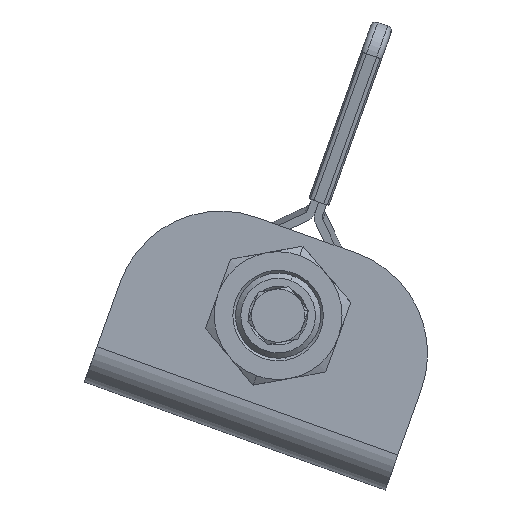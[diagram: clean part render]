
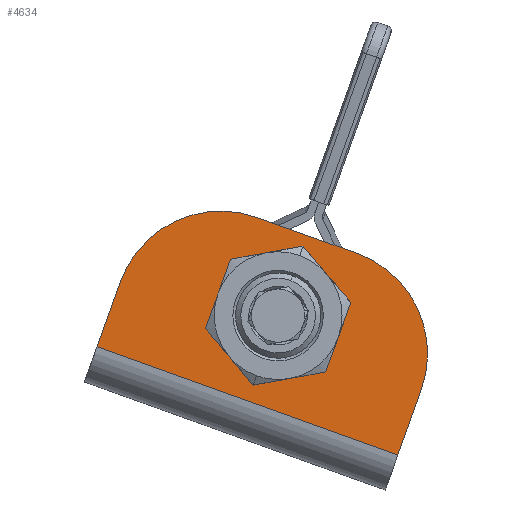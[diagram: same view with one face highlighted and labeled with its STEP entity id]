
A CAD part, left-side view. The second image highlights one B-rep face of the part: STEP entity #4634.
In plain terms, the highlighted planar face has unit normal (-1, 0, 0).
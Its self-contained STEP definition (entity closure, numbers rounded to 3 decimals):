
#1767=CARTESIAN_POINT('',(-26.278,31.777,17.48));
#1768=VERTEX_POINT('',#1767);
#1777=CARTESIAN_POINT('',(-26.278,16.488,18.212));
#1778=VERTEX_POINT('',#1777);
#1779=CARTESIAN_POINT('',(-26.278,23.248,-0.611));
#1780=DIRECTION('',(1.0,0.,0.));
#1781=DIRECTION('',(0.,0.426,0.905));
#1782=AXIS2_PLACEMENT_3D('',#1779,#1780,#1781);
#1783=CIRCLE('',#1782,20.0);
#1784=EDGE_CURVE('',#1768,#1778,#1783,.T.);
#1809=CARTESIAN_POINT('',(-26.278,-13.664,1.158));
#1810=VERTEX_POINT('',#1809);
#1819=CARTESIAN_POINT('',(-26.278,-14.397,-14.132));
#1820=VERTEX_POINT('',#1819);
#1821=CARTESIAN_POINT('',(-26.278,4.426,-7.371));
#1822=DIRECTION('',(1.0,0.,0.));
#1823=DIRECTION('',(0.,-0.905,0.426));
#1824=AXIS2_PLACEMENT_3D('',#1821,#1822,#1823);
#1825=CIRCLE('',#1824,20.0);
#1826=EDGE_CURVE('',#1810,#1820,#1825,.T.);
#3820=CARTESIAN_POINT('',(-26.278,8.428,11.067));
#3821=VERTEX_POINT('',#3820);
#3828=CARTESIAN_POINT('',(-26.278,3.325,7.526));
#3829=VERTEX_POINT('',#3828);
#3843=CARTESIAN_POINT('',(-26.278,12.485,-0.226));
#3844=DIRECTION('',(1.0,0.,0.));
#3845=DIRECTION('',(0.,-0.338,0.941));
#3846=AXIS2_PLACEMENT_3D('',#3843,#3844,#3845);
#3847=CIRCLE('',#3846,12.);
#3848=EDGE_CURVE('',#3821,#3829,#3847,.T.);
#3858=CARTESIAN_POINT('',(-26.278,16.541,-11.52));
#3859=VERTEX_POINT('',#3858);
#3868=CARTESIAN_POINT('',(-26.278,10.351,-12.035));
#3869=VERTEX_POINT('',#3868);
#3870=CARTESIAN_POINT('',(-26.278,12.485,-0.226));
#3871=DIRECTION('',(1.0,0.,0.));
#3872=DIRECTION('',(0.,-0.338,0.941));
#3873=AXIS2_PLACEMENT_3D('',#3870,#3871,#3872);
#3874=CIRCLE('',#3873,12.);
#3875=EDGE_CURVE('',#3869,#3859,#3874,.T.);
#4028=CARTESIAN_POINT('',(-26.278,23.779,3.83));
#4029=VERTEX_POINT('',#4028);
#4045=CARTESIAN_POINT('',(-26.278,21.645,-7.979));
#4046=VERTEX_POINT('',#4045);
#4047=CARTESIAN_POINT('',(-26.278,12.485,-0.226));
#4048=DIRECTION('',(1.0,0.,0.));
#4049=DIRECTION('',(0.,-0.338,0.941));
#4050=AXIS2_PLACEMENT_3D('',#4047,#4048,#4049);
#4051=CIRCLE('',#4050,12.);
#4052=EDGE_CURVE('',#4046,#4029,#4051,.T.);
#4089=CARTESIAN_POINT('',(-26.278,12.485,-0.226));
#4090=DIRECTION('',(1.0,0.,0.));
#4091=DIRECTION('',(0.,-0.338,0.941));
#4092=AXIS2_PLACEMENT_3D('',#4089,#4090,#4091);
#4093=CIRCLE('',#4092,12.);
#4094=EDGE_CURVE('',#3859,#4046,#4093,.T.);
#4104=CARTESIAN_POINT('',(-26.278,14.619,11.582));
#4105=VERTEX_POINT('',#4104);
#4121=CARTESIAN_POINT('',(-26.278,12.485,-0.226));
#4122=DIRECTION('',(1.0,0.,0.));
#4123=DIRECTION('',(0.,-0.338,0.941));
#4124=AXIS2_PLACEMENT_3D('',#4121,#4122,#4123);
#4125=CIRCLE('',#4124,12.);
#4126=EDGE_CURVE('',#4029,#4105,#4125,.T.);
#4151=CARTESIAN_POINT('',(-26.278,1.191,-4.283));
#4152=VERTEX_POINT('',#4151);
#4179=CARTESIAN_POINT('',(-26.278,12.485,-0.226));
#4180=DIRECTION('',(1.0,0.,0.));
#4181=DIRECTION('',(0.,-0.338,0.941));
#4182=AXIS2_PLACEMENT_3D('',#4179,#4180,#4181);
#4183=CIRCLE('',#4182,12.);
#4184=EDGE_CURVE('',#4152,#3869,#4183,.T.);
#4195=CARTESIAN_POINT('',(-26.278,12.485,-0.226));
#4196=DIRECTION('',(1.0,0.,0.));
#4197=DIRECTION('',(0.,-0.338,0.941));
#4198=AXIS2_PLACEMENT_3D('',#4195,#4196,#4197);
#4199=CIRCLE('',#4198,12.);
#4200=EDGE_CURVE('',#4105,#3821,#4199,.T.);
#4251=CARTESIAN_POINT('',(-26.278,12.485,-0.226));
#4252=DIRECTION('',(1.0,0.,0.));
#4253=DIRECTION('',(0.,-0.338,0.941));
#4254=AXIS2_PLACEMENT_3D('',#4251,#4252,#4253);
#4255=CIRCLE('',#4254,12.);
#4256=EDGE_CURVE('',#3829,#4152,#4255,.T.);
#4569=CARTESIAN_POINT('',(-26.278,13.837,-3.991));
#4570=DIRECTION('',(1.0,0.0,0.0));
#4571=DIRECTION('',(0.0,0.941,0.338));
#4572=AXIS2_PLACEMENT_3D('',#4569,#4570,#4571);
#4573=PLANE('',#4572);
#4574=CARTESIAN_POINT('',(-26.278,42.071,6.15));
#4575=VERTEX_POINT('',#4574);
#4576=CARTESIAN_POINT('',(-26.278,23.248,-0.611));
#4577=DIRECTION('',(1.0,0.,0.));
#4578=DIRECTION('',(0.,0.426,0.905));
#4579=AXIS2_PLACEMENT_3D('',#4576,#4577,#4578);
#4580=CIRCLE('',#4579,20.0);
#4581=EDGE_CURVE('',#4575,#1768,#4580,.T.);
#4582=ORIENTED_EDGE('',*,*,#4581,.F.);
#4583=CARTESIAN_POINT('',(-26.278,46.466,-6.085));
#4584=VERTEX_POINT('',#4583);
#4585=CARTESIAN_POINT('',(-26.278,46.466,-6.085));
#4586=DIRECTION('',(0.,-0.338,0.941));
#4587=VECTOR('',#4586,13.);
#4588=LINE('',#4585,#4587);
#4589=EDGE_CURVE('',#4584,#4575,#4588,.T.);
#4590=ORIENTED_EDGE('',*,*,#4589,.F.);
#4591=CARTESIAN_POINT('',(-26.278,-10.002,-26.367));
#4592=VERTEX_POINT('',#4591);
#4593=CARTESIAN_POINT('',(-26.278,46.466,-6.085));
#4594=DIRECTION('',(0.,-0.941,-0.338));
#4595=VECTOR('',#4594,60.);
#4596=LINE('',#4593,#4595);
#4597=EDGE_CURVE('',#4584,#4592,#4596,.T.);
#4598=ORIENTED_EDGE('',*,*,#4597,.T.);
#4599=CARTESIAN_POINT('',(-26.278,-14.397,-14.132));
#4600=DIRECTION('',(0.,0.338,-0.941));
#4601=VECTOR('',#4600,13.);
#4602=LINE('',#4599,#4601);
#4603=EDGE_CURVE('',#1820,#4592,#4602,.T.);
#4604=ORIENTED_EDGE('',*,*,#4603,.F.);
#4605=ORIENTED_EDGE('',*,*,#1826,.F.);
#4606=CARTESIAN_POINT('',(-26.278,-2.335,11.451));
#4607=VERTEX_POINT('',#4606);
#4608=CARTESIAN_POINT('',(-26.278,4.426,-7.371));
#4609=DIRECTION('',(1.0,0.,0.));
#4610=DIRECTION('',(0.,-0.905,0.426));
#4611=AXIS2_PLACEMENT_3D('',#4608,#4609,#4610);
#4612=CIRCLE('',#4611,20.0);
#4613=EDGE_CURVE('',#4607,#1810,#4612,.T.);
#4614=ORIENTED_EDGE('',*,*,#4613,.F.);
#4615=CARTESIAN_POINT('',(-26.278,16.488,18.212));
#4616=DIRECTION('',(0.,-0.941,-0.338));
#4617=VECTOR('',#4616,20.);
#4618=LINE('',#4615,#4617);
#4619=EDGE_CURVE('',#1778,#4607,#4618,.T.);
#4620=ORIENTED_EDGE('',*,*,#4619,.F.);
#4621=ORIENTED_EDGE('',*,*,#1784,.F.);
#4622=EDGE_LOOP('',(#4582,#4590,#4598,#4604,#4605,#4614,#4620,#4621));
#4623=FACE_OUTER_BOUND('',#4622,.T.);
#4624=ORIENTED_EDGE('',*,*,#4052,.T.);
#4625=ORIENTED_EDGE('',*,*,#4126,.T.);
#4626=ORIENTED_EDGE('',*,*,#4200,.T.);
#4627=ORIENTED_EDGE('',*,*,#3848,.T.);
#4628=ORIENTED_EDGE('',*,*,#4256,.T.);
#4629=ORIENTED_EDGE('',*,*,#4184,.T.);
#4630=ORIENTED_EDGE('',*,*,#3875,.T.);
#4631=ORIENTED_EDGE('',*,*,#4094,.T.);
#4632=EDGE_LOOP('',(#4624,#4625,#4626,#4627,#4628,#4629,#4630,#4631));
#4633=FACE_BOUND('',#4632,.T.);
#4634=ADVANCED_FACE('',(#4623,#4633),#4573,.F.);
